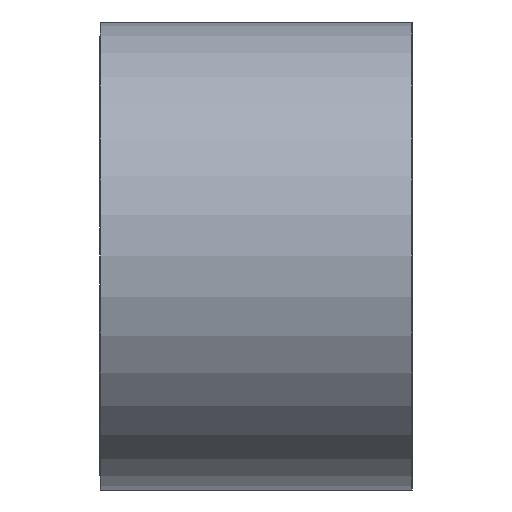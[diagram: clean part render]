
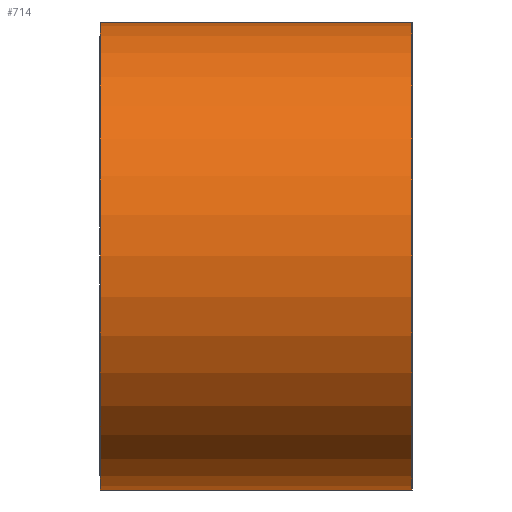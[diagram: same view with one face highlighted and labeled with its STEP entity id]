
A CAD part, left-side view. The second image highlights one B-rep face of the part: STEP entity #714.
In plain terms, the highlighted cylindrical face has radius 4.763 mm (diameter 9.525 mm), a partial arc.
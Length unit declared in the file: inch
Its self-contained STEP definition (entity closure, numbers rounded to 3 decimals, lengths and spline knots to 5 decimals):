
#27 = DIRECTION ( 'NONE',  ( 0., -1., 0. ) ) ;
#160 = DIRECTION ( 'NONE',  ( 0., 1., 0. ) ) ;
#165 = DIRECTION ( 'NONE',  ( 0., 1., 0. ) ) ;
#182 = CARTESIAN_POINT ( 'NONE',  ( -1.155, 0.25, -0.1875 ) ) ;
#253 = FACE_OUTER_BOUND ( 'NONE', #640, .T. ) ;
#388 = EDGE_CURVE ( 'NONE', #1532, #965, #891, .T. ) ;
#399 = VECTOR ( 'NONE', #1847, 39.37008 ) ;
#427 = CARTESIAN_POINT ( 'NONE',  ( -1.155, 0.25, 0. ) ) ;
#483 = EDGE_CURVE ( 'NONE', #1112, #1716, #1219, .T. ) ;
#530 = EDGE_CURVE ( 'NONE', #965, #1716, #601, .T. ) ;
#577 = ORIENTED_EDGE ( 'NONE', *, *, #530, .T. ) ;
#584 = CARTESIAN_POINT ( 'NONE',  ( -1.155, 0., 0.1875 ) ) ;
#589 = DIRECTION ( 'NONE',  ( 0., 0., 1. ) ) ;
#601 = CIRCLE ( 'NONE', #954, 0.1875 ) ;
#610 = CARTESIAN_POINT ( 'NONE',  ( -1.155, 0.25, 0.1875 ) ) ;
#640 = EDGE_LOOP ( 'NONE', ( #577, #1608, #2249, #1846 ) ) ;
#653 = DIRECTION ( 'NONE',  ( 0., -1., 0. ) ) ;
#683 = CYLINDRICAL_SURFACE ( 'NONE', #1159, 0.1875 ) ;
#699 = CARTESIAN_POINT ( 'NONE',  ( -1.155, 0.25, 0.1875 ) ) ;
#714 = ADVANCED_FACE ( 'NONE', ( #253 ), #683, .T. ) ;
#809 = EDGE_CURVE ( 'NONE', #1532, #1112, #1003, .T. ) ;
#891 = LINE ( 'NONE', #2040, #399 ) ;
#913 = CARTESIAN_POINT ( 'NONE',  ( -1.155, 0., 0. ) ) ;
#914 = CARTESIAN_POINT ( 'NONE',  ( -1.155, 0., -0.1875 ) ) ;
#944 = CARTESIAN_POINT ( 'NONE',  ( -1.155, 0.25, 0. ) ) ;
#954 = AXIS2_PLACEMENT_3D ( 'NONE', #913, #165, #2166 ) ;
#965 = VERTEX_POINT ( 'NONE', #914 ) ;
#1003 = CIRCLE ( 'NONE', #1029, 0.1875 ) ;
#1029 = AXIS2_PLACEMENT_3D ( 'NONE', #944, #160, #589 ) ;
#1112 = VERTEX_POINT ( 'NONE', #610 ) ;
#1159 = AXIS2_PLACEMENT_3D ( 'NONE', #427, #27, #1899 ) ;
#1219 = LINE ( 'NONE', #699, #1658 ) ;
#1532 = VERTEX_POINT ( 'NONE', #182 ) ;
#1608 = ORIENTED_EDGE ( 'NONE', *, *, #483, .F. ) ;
#1658 = VECTOR ( 'NONE', #653, 39.37008 ) ;
#1716 = VERTEX_POINT ( 'NONE', #584 ) ;
#1846 = ORIENTED_EDGE ( 'NONE', *, *, #388, .T. ) ;
#1847 = DIRECTION ( 'NONE',  ( 0., -1., 0. ) ) ;
#1899 = DIRECTION ( 'NONE',  ( 0., 0., -1. ) ) ;
#2040 = CARTESIAN_POINT ( 'NONE',  ( -1.155, 0.25, -0.1875 ) ) ;
#2166 = DIRECTION ( 'NONE',  ( 0., 0., 1. ) ) ;
#2249 = ORIENTED_EDGE ( 'NONE', *, *, #809, .F. ) ;
